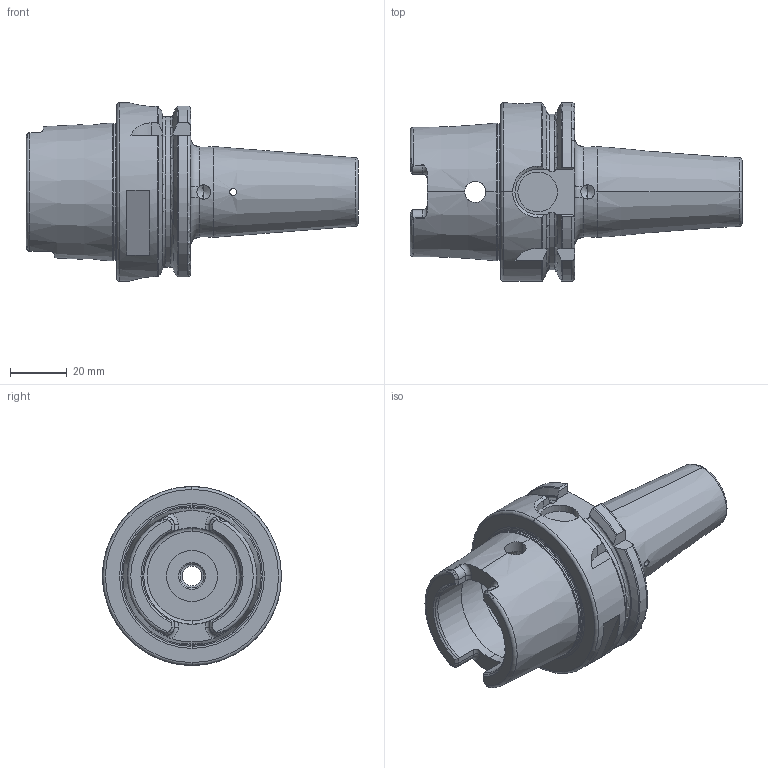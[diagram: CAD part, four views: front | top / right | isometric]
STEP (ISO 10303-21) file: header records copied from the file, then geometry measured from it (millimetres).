
FILE_DESCRIPTION (( 'STEP AP203' ), '1' );
FILE_NAME ('HA63A260A09085HP1.STEP', '2020-09-14T08:29:02', ( 'user' ), ( '' ), 'SwSTEP 2.0', 'SolidWorks 2013', '' );
FILE_SCHEMA (( 'CONFIG_CONTROL_DESIGN' ));
Length unit declared in the file: millimetre
Products named in the file (1): HA63A260A09085HP1
Bounding box: 117 x 63 x 63 mm (x, y, z)
Volume: 113577.4 mm3; surface area: 30088.1 mm2
Topology: 1 solids, 1 shells, 237 faces, 619 edges, 376 vertices
Faces by surface type: cylinder 70, plane 66, cone 44, torus 41, bspline 16
Entity records: 9224 total; most frequent: CARTESIAN_POINT 3666, ORIENTED_EDGE 1222, DIRECTION 1065, EDGE_CURVE 611, AXIS2_PLACEMENT_3D 429, VERTEX_POINT 376, EDGE_LOOP 251, FACE_OUTER_BOUND 237
